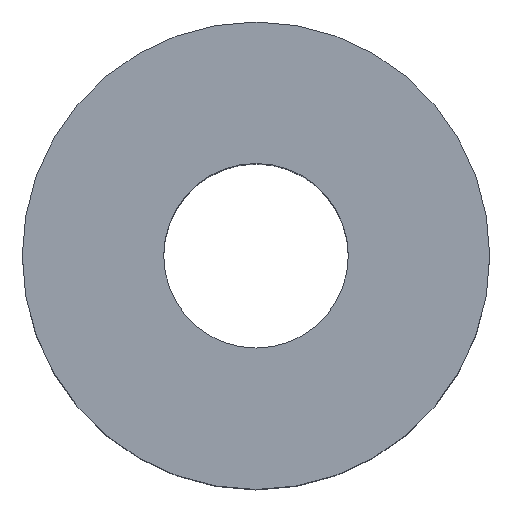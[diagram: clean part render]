
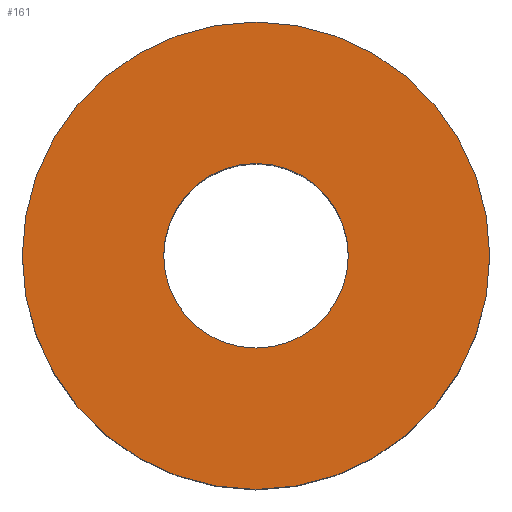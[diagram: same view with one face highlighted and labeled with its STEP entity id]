
A CAD part, top view. The second image highlights one B-rep face of the part: STEP entity #161.
In plain terms, the highlighted planar face has unit normal (0, 0, 1).
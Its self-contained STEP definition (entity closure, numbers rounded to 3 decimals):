
#12 = CARTESIAN_POINT ( 'NONE',  ( -1.006, 0., 3. ) ) ;
#16 = VERTEX_POINT ( 'NONE', #12 ) ;
#31 = EDGE_CURVE ( 'NONE', #123, #73, #254, .T. ) ;
#45 = DIRECTION ( 'NONE',  ( -1., 0., 0. ) ) ;
#46 = DIRECTION ( 'NONE',  ( 1., 0., 0. ) ) ;
#64 = FACE_BOUND ( 'NONE', #164, .T. ) ;
#65 = CIRCLE ( 'NONE', #168, 1.006 ) ;
#73 = VERTEX_POINT ( 'NONE', #236 ) ;
#78 = CARTESIAN_POINT ( 'NONE',  ( 0., 0., 3. ) ) ;
#80 = EDGE_LOOP ( 'NONE', ( #187, #93 ) ) ;
#87 = DIRECTION ( 'NONE',  ( 0., 0., 1. ) ) ;
#90 = DIRECTION ( 'NONE',  ( -1., 0., 0. ) ) ;
#93 = ORIENTED_EDGE ( 'NONE', *, *, #129, .F. ) ;
#103 = AXIS2_PLACEMENT_3D ( 'NONE', #278, #147, #194 ) ;
#106 = FACE_OUTER_BOUND ( 'NONE', #80, .T. ) ;
#111 = DIRECTION ( 'NONE',  ( 0., 0., -1. ) ) ;
#123 = VERTEX_POINT ( 'NONE', #149 ) ;
#129 = EDGE_CURVE ( 'NONE', #73, #123, #222, .T. ) ;
#139 = AXIS2_PLACEMENT_3D ( 'NONE', #233, #211, #45 ) ;
#144 = VERTEX_POINT ( 'NONE', #234 ) ;
#145 = EDGE_CURVE ( 'NONE', #16, #144, #264, .T. ) ;
#147 = DIRECTION ( 'NONE',  ( 0., 0., -1. ) ) ;
#149 = CARTESIAN_POINT ( 'NONE',  ( 2.55, 0., 3. ) ) ;
#161 = ADVANCED_FACE ( 'NONE', ( #106, #64 ), #173, .T. ) ;
#164 = EDGE_LOOP ( 'NONE', ( #205, #167 ) ) ;
#167 = ORIENTED_EDGE ( 'NONE', *, *, #243, .T. ) ;
#168 = AXIS2_PLACEMENT_3D ( 'NONE', #247, #111, #90 ) ;
#172 = CARTESIAN_POINT ( 'NONE',  ( -2.55, 0., 3. ) ) ;
#173 = PLANE ( 'NONE',  #258 ) ;
#187 = ORIENTED_EDGE ( 'NONE', *, *, #31, .F. ) ;
#192 = AXIS2_PLACEMENT_3D ( 'NONE', #78, #250, #252 ) ;
#194 = DIRECTION ( 'NONE',  ( 1., 0., 0. ) ) ;
#205 = ORIENTED_EDGE ( 'NONE', *, *, #145, .T. ) ;
#211 = DIRECTION ( 'NONE',  ( 0., 0., -1. ) ) ;
#222 = CIRCLE ( 'NONE', #103, 2.55 ) ;
#233 = CARTESIAN_POINT ( 'NONE',  ( 0., 0., 3. ) ) ;
#234 = CARTESIAN_POINT ( 'NONE',  ( 1.007, 0., 3. ) ) ;
#236 = CARTESIAN_POINT ( 'NONE',  ( -2.55, 0., 3. ) ) ;
#243 = EDGE_CURVE ( 'NONE', #144, #16, #65, .T. ) ;
#247 = CARTESIAN_POINT ( 'NONE',  ( 0., 0., 3. ) ) ;
#250 = DIRECTION ( 'NONE',  ( 0., 0., -1. ) ) ;
#252 = DIRECTION ( 'NONE',  ( 1., 0., 0. ) ) ;
#254 = CIRCLE ( 'NONE', #192, 2.55 ) ;
#258 = AXIS2_PLACEMENT_3D ( 'NONE', #172, #87, #46 ) ;
#264 = CIRCLE ( 'NONE', #139, 1.006 ) ;
#278 = CARTESIAN_POINT ( 'NONE',  ( 0., 0., 3. ) ) ;
